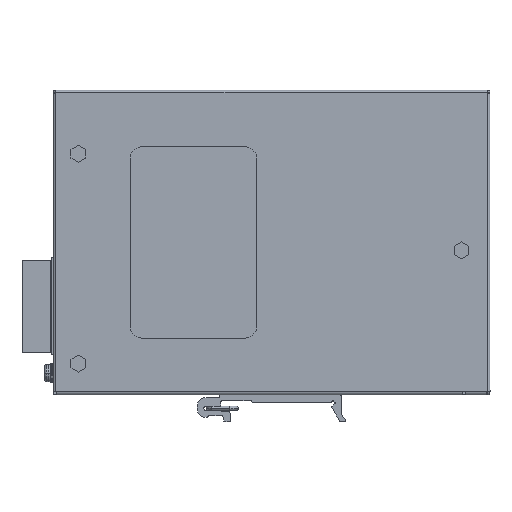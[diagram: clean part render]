
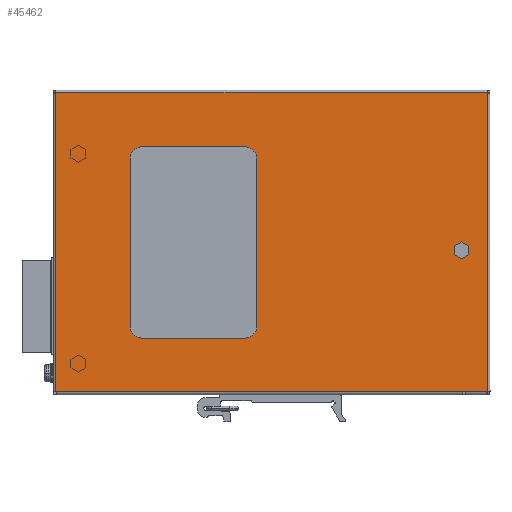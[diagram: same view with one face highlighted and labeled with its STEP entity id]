
A CAD part, left-side view. The second image highlights one B-rep face of the part: STEP entity #45462.
In plain terms, the highlighted planar face has unit normal (-1, 0, 0).
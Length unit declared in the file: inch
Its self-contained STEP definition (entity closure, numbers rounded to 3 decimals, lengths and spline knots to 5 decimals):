
#231 = DIRECTION ( 'NONE',  ( 0., 0., -1. ) ) ;
#4118 = DIRECTION ( 'NONE',  ( 0., 0., -1. ) ) ;
#4167 = VECTOR ( 'NONE', #50559, 39.37008 ) ;
#5715 = VERTEX_POINT ( 'NONE', #10132 ) ;
#6383 = VERTEX_POINT ( 'NONE', #99518 ) ;
#6396 = VERTEX_POINT ( 'NONE', #100121 ) ;
#6518 = EDGE_LOOP ( 'NONE', ( #53427, #68568, #15779, #10090, #62089, #38474 ) ) ;
#6775 = CARTESIAN_POINT ( 'NONE',  ( -0.90331, 0.33057, 0.72441 ) ) ;
#6884 = DIRECTION ( 'NONE',  ( 0., 0., -1. ) ) ;
#10090 = ORIENTED_EDGE ( 'NONE', *, *, #63707, .F. ) ;
#10132 = CARTESIAN_POINT ( 'NONE',  ( -0.90331, 1.79513, 3.01575 ) ) ;
#11836 = AXIS2_PLACEMENT_3D ( 'NONE', #16866, #99789, #54038 ) ;
#13611 = LINE ( 'NONE', #70894, #70796 ) ;
#14104 = DIRECTION ( 'NONE',  ( 0., 0., -1. ) ) ;
#14714 = DIRECTION ( 'NONE',  ( 1., 0., 0. ) ) ;
#15779 = ORIENTED_EDGE ( 'NONE', *, *, #77449, .F. ) ;
#16520 = LINE ( 'NONE', #26862, #76984 ) ;
#16866 = CARTESIAN_POINT ( 'NONE',  ( -0.90331, -0.01589, 2.04724 ) ) ;
#17615 = AXIS2_PLACEMENT_3D ( 'NONE', #32975, #14714, #14104 ) ;
#18899 = EDGE_CURVE ( 'NONE', #6396, #31779, #120559, .T. ) ;
#18902 = VECTOR ( 'NONE', #40856, 39.37008 ) ;
#19536 = VERTEX_POINT ( 'NONE', #42395 ) ;
#19720 = CARTESIAN_POINT ( 'NONE',  ( -0.90331, -2.77967, 3.86614 ) ) ;
#23057 = EDGE_CURVE ( 'NONE', #5715, #36448, #52259, .T. ) ;
#23678 = LINE ( 'NONE', #88339, #116692 ) ;
#23683 = EDGE_CURVE ( 'NONE', #19536, #119513, #40246, .T. ) ;
#24901 = ORIENTED_EDGE ( 'NONE', *, *, #23057, .F. ) ;
#25406 = CARTESIAN_POINT ( 'NONE',  ( -0.90331, 1.63765, 0.88189 ) ) ;
#26193 = CARTESIAN_POINT ( 'NONE',  ( -0.90331, -2.77967, 2.04724 ) ) ;
#26862 = CARTESIAN_POINT ( 'NONE',  ( -0.90331, 0.17309, 2.04724 ) ) ;
#29476 = LINE ( 'NONE', #74021, #53217 ) ;
#30084 = EDGE_CURVE ( 'NONE', #6383, #30693, #72526, .T. ) ;
#30547 = VECTOR ( 'NONE', #60796, 39.37008 ) ;
#30693 = VERTEX_POINT ( 'NONE', #113155 ) ;
#30713 = CARTESIAN_POINT ( 'NONE',  ( -0.90331, 1.63765, 0.72441 ) ) ;
#31779 = VERTEX_POINT ( 'NONE', #88548 ) ;
#32767 = ORIENTED_EDGE ( 'NONE', *, *, #67062, .T. ) ;
#32975 = CARTESIAN_POINT ( 'NONE',  ( -0.90331, 1.63765, 3.01575 ) ) ;
#33012 = VECTOR ( 'NONE', #109706, 39.37008 ) ;
#35739 = PLANE ( 'NONE',  #11836 ) ;
#36448 = VERTEX_POINT ( 'NONE', #55255 ) ;
#36819 = EDGE_CURVE ( 'NONE', #51592, #6383, #29476, .T. ) ;
#38474 = ORIENTED_EDGE ( 'NONE', *, *, #36819, .F. ) ;
#40246 = LINE ( 'NONE', #67112, #18902 ) ;
#40856 = DIRECTION ( 'NONE',  ( 0., 0., 1. ) ) ;
#41855 = ORIENTED_EDGE ( 'NONE', *, *, #68956, .F. ) ;
#42395 = CARTESIAN_POINT ( 'NONE',  ( -0.90331, 2.74789, 3.85827 ) ) ;
#44124 = CARTESIAN_POINT ( 'NONE',  ( -0.90331, 0.17309, 0.88189 ) ) ;
#45462 = ADVANCED_FACE ( 'NONE', ( #108309, #100988 ), #35739, .F. ) ;
#47390 = AXIS2_PLACEMENT_3D ( 'NONE', #25406, #71146, #4118 ) ;
#47761 = CIRCLE ( 'NONE', #104271, 0.15748 ) ;
#47927 = CARTESIAN_POINT ( 'NONE',  ( -0.90331, 1.63765, 3.17323 ) ) ;
#50559 = DIRECTION ( 'NONE',  ( 0., -1., 0. ) ) ;
#51592 = VERTEX_POINT ( 'NONE', #19720 ) ;
#51970 = CARTESIAN_POINT ( 'NONE',  ( -0.90331, 0.33057, 3.01575 ) ) ;
#52259 = LINE ( 'NONE', #105947, #30547 ) ;
#53217 = VECTOR ( 'NONE', #231, 39.37008 ) ;
#53427 = ORIENTED_EDGE ( 'NONE', *, *, #71280, .F. ) ;
#54038 = DIRECTION ( 'NONE',  ( 0., 0., -1. ) ) ;
#55210 = ORIENTED_EDGE ( 'NONE', *, *, #18899, .T. ) ;
#55255 = CARTESIAN_POINT ( 'NONE',  ( -0.90331, 1.79513, 0.88189 ) ) ;
#55918 = ORIENTED_EDGE ( 'NONE', *, *, #100608, .F. ) ;
#56619 = CARTESIAN_POINT ( 'NONE',  ( -0.90331, -0.01589, 3.17323 ) ) ;
#57265 = VERTEX_POINT ( 'NONE', #47927 ) ;
#58867 = ORIENTED_EDGE ( 'NONE', *, *, #102998, .T. ) ;
#59146 = ORIENTED_EDGE ( 'NONE', *, *, #74980, .F. ) ;
#60314 = EDGE_CURVE ( 'NONE', #5715, #57265, #111074, .T. ) ;
#60796 = DIRECTION ( 'NONE',  ( 0., 0., -1. ) ) ;
#62089 = ORIENTED_EDGE ( 'NONE', *, *, #30084, .F. ) ;
#62231 = VERTEX_POINT ( 'NONE', #107788 ) ;
#62323 = DIRECTION ( 'NONE',  ( 1., 0., 0. ) ) ;
#63707 = EDGE_CURVE ( 'NONE', #30693, #62231, #90014, .T. ) ;
#64632 = DIRECTION ( 'NONE',  ( 0., 0., 1. ) ) ;
#65770 = LINE ( 'NONE', #56619, #101797 ) ;
#67062 = EDGE_CURVE ( 'NONE', #96101, #78828, #47761, .T. ) ;
#67112 = CARTESIAN_POINT ( 'NONE',  ( -0.90331, 2.74789, 2.04724 ) ) ;
#68568 = ORIENTED_EDGE ( 'NONE', *, *, #23683, .F. ) ;
#68859 = CARTESIAN_POINT ( 'NONE',  ( -0.90331, -0.01589, 0.72441 ) ) ;
#68956 = EDGE_CURVE ( 'NONE', #96101, #31779, #16520, .T. ) ;
#70796 = VECTOR ( 'NONE', #79452, 39.37008 ) ;
#70894 = CARTESIAN_POINT ( 'NONE',  ( -0.90331, 2.74789, 2.04724 ) ) ;
#71146 = DIRECTION ( 'NONE',  ( 1., 0., 0. ) ) ;
#71280 = EDGE_CURVE ( 'NONE', #119513, #51592, #23678, .T. ) ;
#72526 = LINE ( 'NONE', #26193, #33012 ) ;
#74021 = CARTESIAN_POINT ( 'NONE',  ( -0.90331, -2.77967, 2.04724 ) ) ;
#74980 = EDGE_CURVE ( 'NONE', #6396, #57265, #65770, .T. ) ;
#76984 = VECTOR ( 'NONE', #64632, 39.37008 ) ;
#77449 = EDGE_CURVE ( 'NONE', #62231, #19536, #13611, .T. ) ;
#77964 = DIRECTION ( 'NONE',  ( 0., -1., 0. ) ) ;
#78363 = VERTEX_POINT ( 'NONE', #30713 ) ;
#78828 = VERTEX_POINT ( 'NONE', #6775 ) ;
#79452 = DIRECTION ( 'NONE',  ( 0., 0., 1. ) ) ;
#79741 = AXIS2_PLACEMENT_3D ( 'NONE', #51970, #62323, #6884 ) ;
#79822 = LINE ( 'NONE', #68859, #4167 ) ;
#84183 = VECTOR ( 'NONE', #95101, 39.37008 ) ;
#85012 = CARTESIAN_POINT ( 'NONE',  ( -0.90331, 0.33057, 0.88189 ) ) ;
#88339 = CARTESIAN_POINT ( 'NONE',  ( -0.90331, -0.01589, 3.86614 ) ) ;
#88548 = CARTESIAN_POINT ( 'NONE',  ( -0.90331, 0.17309, 3.01575 ) ) ;
#90014 = LINE ( 'NONE', #105419, #84183 ) ;
#94776 = DIRECTION ( 'NONE',  ( 1., 0., 0. ) ) ;
#95101 = DIRECTION ( 'NONE',  ( 0., 1., 0. ) ) ;
#95369 = DIRECTION ( 'NONE',  ( 0., 0., -1. ) ) ;
#96101 = VERTEX_POINT ( 'NONE', #44124 ) ;
#99518 = CARTESIAN_POINT ( 'NONE',  ( -0.90331, -2.77967, 3.85827 ) ) ;
#99789 = DIRECTION ( 'NONE',  ( 1., 0., 0. ) ) ;
#100121 = CARTESIAN_POINT ( 'NONE',  ( -0.90331, 0.33057, 3.17323 ) ) ;
#100608 = EDGE_CURVE ( 'NONE', #78363, #78828, #79822, .T. ) ;
#100988 = FACE_BOUND ( 'NONE', #117143, .T. ) ;
#101797 = VECTOR ( 'NONE', #113295, 39.37008 ) ;
#102998 = EDGE_CURVE ( 'NONE', #78363, #36448, #109731, .T. ) ;
#104271 = AXIS2_PLACEMENT_3D ( 'NONE', #85012, #94776, #95369 ) ;
#104366 = ORIENTED_EDGE ( 'NONE', *, *, #60314, .T. ) ;
#105419 = CARTESIAN_POINT ( 'NONE',  ( -0.90331, -0.01589, 0.03937 ) ) ;
#105947 = CARTESIAN_POINT ( 'NONE',  ( -0.90331, 1.79513, 2.04724 ) ) ;
#107788 = CARTESIAN_POINT ( 'NONE',  ( -0.90331, 2.74789, 0.03937 ) ) ;
#108309 = FACE_OUTER_BOUND ( 'NONE', #6518, .T. ) ;
#109706 = DIRECTION ( 'NONE',  ( 0., 0., -1. ) ) ;
#109731 = CIRCLE ( 'NONE', #47390, 0.15748 ) ;
#111074 = CIRCLE ( 'NONE', #17615, 0.15748 ) ;
#113155 = CARTESIAN_POINT ( 'NONE',  ( -0.90331, -2.77967, 0.03937 ) ) ;
#113295 = DIRECTION ( 'NONE',  ( 0., 1., 0. ) ) ;
#113714 = CARTESIAN_POINT ( 'NONE',  ( -0.90331, 2.74789, 3.86614 ) ) ;
#116692 = VECTOR ( 'NONE', #77964, 39.37008 ) ;
#117143 = EDGE_LOOP ( 'NONE', ( #32767, #55918, #58867, #24901, #104366, #59146, #55210, #41855 ) ) ;
#119513 = VERTEX_POINT ( 'NONE', #113714 ) ;
#120559 = CIRCLE ( 'NONE', #79741, 0.15748 ) ;
